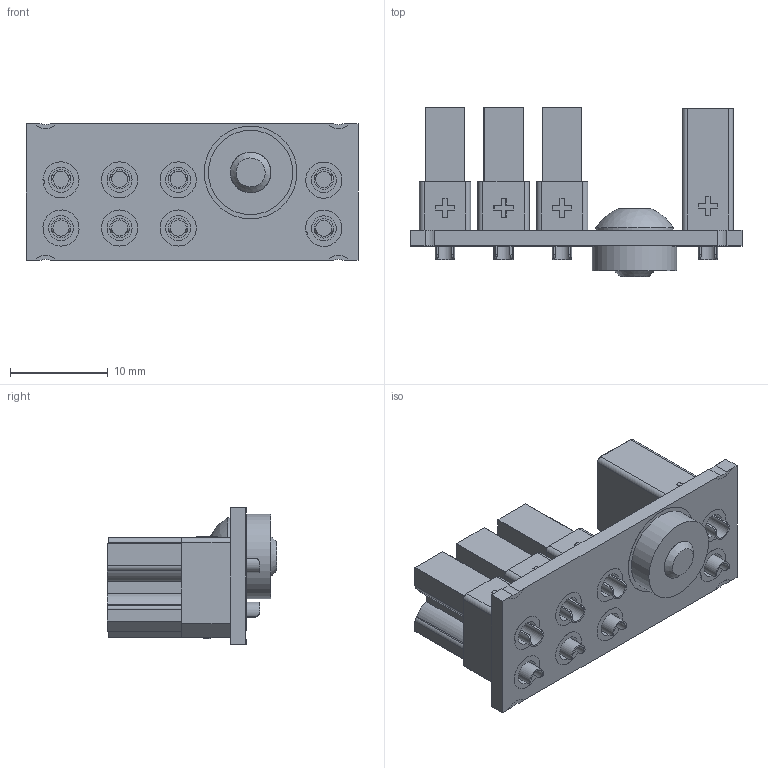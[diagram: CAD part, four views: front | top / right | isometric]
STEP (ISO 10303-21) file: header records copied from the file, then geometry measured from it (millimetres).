
FILE_DESCRIPTION(/* description */ (''),/* implementation_level */ '2;1');
FILE_NAME(/* name */ 'Switch PD V1 Top Connectors.step',/* time_stamp */ '2022-09-14T22:45:32-06:00',/* author */ (''),/* organization */ (''),/* preprocessor_version */ 'ST-DEVELOPER v19',/* originating_system */ 'Autodesk Translation Framework v11.7.0.108',/* authorisation */ '');
FILE_SCHEMA (('AUTOMOTIVE_DESIGN { 1 0 10303 214 3 1 1 }'));
Length unit declared in the file: millimetre
Products named in the file (6): Switch PD V1 Top Connectors; Switch PD CAD; XT30_Male; 8-32 3-16 NO THREADS_ Button Head Hex Drive Screw; XT30_Female; Tin Plated Press fit Nut
Assembly tree (7 placements, depth 2):
  Switch PD V1 Top Connectors
    Switch PD CAD
    XT30_Female  x3
    XT30_Male
    8-32 3-16 NO THREADS_ Button Head Hex Drive Screw
    Tin Plated Press fit Nut
Bounding box: 34 x 17.35 x 14 mm (x, y, z)
Volume: 2140.4 mm3; surface area: 4829.3 mm2
Topology: 7 solids, 7 shells, 709 faces, 1754 edges, 1043 vertices
Faces by surface type: cylinder 326, plane 286, sphere 53, bspline 20, cone 14, torus 10
Full cylindrical faces by diameter (mm): 1.65 x8, 2 x16, 2.55 x8, 3.7 x10, 4.16 x1, 4.166 x1, 6 x1, 6.35 x3, 7.925 x1, 8.636 x1, 9.5 x2
Entity records: 13965 total; most frequent: CARTESIAN_POINT 3553, DIRECTION 2246, ORIENTED_EDGE 2000, EDGE_CURVE 1000, AXIS2_PLACEMENT_3D 851, VERTEX_POINT 615, LINE 544, VECTOR 544
